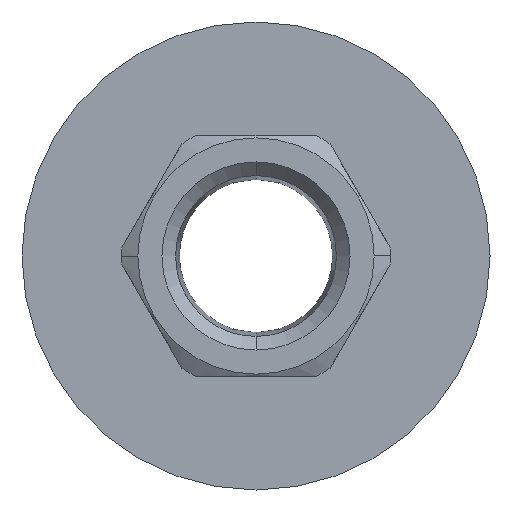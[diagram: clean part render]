
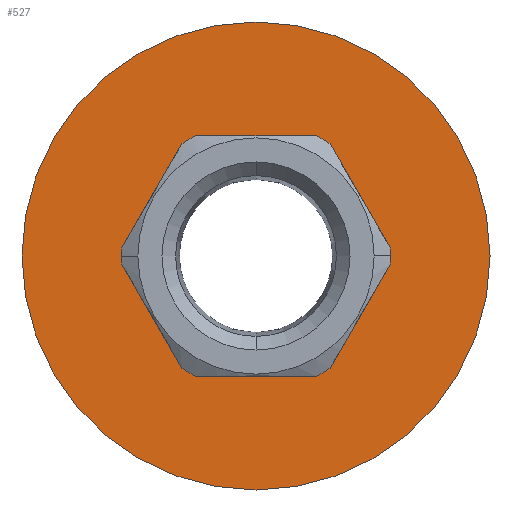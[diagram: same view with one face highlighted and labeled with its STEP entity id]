
A CAD part, front view. The second image highlights one B-rep face of the part: STEP entity #527.
In plain terms, the highlighted planar face has unit normal (0, -1, 0).
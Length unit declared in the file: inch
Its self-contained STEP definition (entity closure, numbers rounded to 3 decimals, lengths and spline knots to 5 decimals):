
#8 = DIRECTION ( 'NONE',  ( 0., 0., 1. ) ) ;
#18 = ORIENTED_EDGE ( 'NONE', *, *, #1781, .F. ) ;
#107 = VERTEX_POINT ( 'NONE', #2296 ) ;
#110 = VERTEX_POINT ( 'NONE', #2501 ) ;
#132 = CIRCLE ( 'NONE', #188, 0.84252 ) ;
#137 = DIRECTION ( 'NONE',  ( -0.5, 0., -0.866 ) ) ;
#166 = VERTEX_POINT ( 'NONE', #2100 ) ;
#182 = EDGE_CURVE ( 'NONE', #107, #2562, #1618, .T. ) ;
#188 = AXIS2_PLACEMENT_3D ( 'NONE', #1204, #2647, #1406 ) ;
#253 = AXIS2_PLACEMENT_3D ( 'NONE', #1615, #400, #1824 ) ;
#261 = AXIS2_PLACEMENT_3D ( 'NONE', #447, #1873, #649 ) ;
#281 = CARTESIAN_POINT ( 'NONE',  ( -0.48339, -0.64567, -0.02889 ) ) ;
#285 = CARTESIAN_POINT ( 'NONE',  ( 0.84252, -0.64567, -0.43307 ) ) ;
#286 = CIRCLE ( 'NONE', #1018, 0.84252 ) ;
#294 = ORIENTED_EDGE ( 'NONE', *, *, #861, .F. ) ;
#312 = LINE ( 'NONE', #889, #2425 ) ;
#323 = EDGE_CURVE ( 'NONE', #166, #2334, #1676, .T. ) ;
#329 = VERTEX_POINT ( 'NONE', #1436 ) ;
#367 = VERTEX_POINT ( 'NONE', #2512 ) ;
#380 = EDGE_CURVE ( 'NONE', #897, #1183, #286, .T. ) ;
#400 = DIRECTION ( 'NONE',  ( 0., -1., 0. ) ) ;
#409 = CARTESIAN_POINT ( 'NONE',  ( 0., -0.64567, 0.84252 ) ) ;
#419 = CARTESIAN_POINT ( 'NONE',  ( -0.21668, -0.64567, 0.43307 ) ) ;
#447 = CARTESIAN_POINT ( 'NONE',  ( 0., -0.64567, 0. ) ) ;
#527 = ADVANCED_FACE ( 'NONE', ( #1099, #1637 ), #2148, .F. ) ;
#540 = CARTESIAN_POINT ( 'NONE',  ( -0.26671, -0.64567, 0.40418 ) ) ;
#628 = ORIENTED_EDGE ( 'NONE', *, *, #905, .F. ) ;
#633 = CIRCLE ( 'NONE', #261, 0.48425 ) ;
#646 = AXIS2_PLACEMENT_3D ( 'NONE', #706, #2127, #900 ) ;
#649 = DIRECTION ( 'NONE',  ( 0., 0., 1. ) ) ;
#653 = AXIS2_PLACEMENT_3D ( 'NONE', #1015, #2467, #1226 ) ;
#658 = DIRECTION ( 'NONE',  ( 0., 1., 0. ) ) ;
#660 = VECTOR ( 'NONE', #2474, 39.37008 ) ;
#674 = CARTESIAN_POINT ( 'NONE',  ( 0.26671, -0.64567, 0.40418 ) ) ;
#704 = CIRCLE ( 'NONE', #1946, 0.48425 ) ;
#706 = CARTESIAN_POINT ( 'NONE',  ( 0., -0.64567, 0. ) ) ;
#713 = CARTESIAN_POINT ( 'NONE',  ( 0.21668, -0.64567, -0.43307 ) ) ;
#738 = ORIENTED_EDGE ( 'NONE', *, *, #1903, .F. ) ;
#745 = DIRECTION ( 'NONE',  ( 0., -1., 0. ) ) ;
#797 = ORIENTED_EDGE ( 'NONE', *, *, #380, .F. ) ;
#804 = CARTESIAN_POINT ( 'NONE',  ( 0., -0.64567, -0.84252 ) ) ;
#861 = EDGE_CURVE ( 'NONE', #1042, #166, #2333, .T. ) ;
#876 = DIRECTION ( 'NONE',  ( 0., 1., 0. ) ) ;
#889 = CARTESIAN_POINT ( 'NONE',  ( 0.48339, -0.64567, 0.02889 ) ) ;
#897 = VERTEX_POINT ( 'NONE', #409 ) ;
#900 = DIRECTION ( 'NONE',  ( 0., 0., 1. ) ) ;
#905 = EDGE_CURVE ( 'NONE', #1808, #1485, #1163, .T. ) ;
#1006 = AXIS2_PLACEMENT_3D ( 'NONE', #1958, #745, #2167 ) ;
#1015 = CARTESIAN_POINT ( 'NONE',  ( 0., -0.64567, 0. ) ) ;
#1018 = AXIS2_PLACEMENT_3D ( 'NONE', #2092, #876, #2323 ) ;
#1042 = VERTEX_POINT ( 'NONE', #674 ) ;
#1068 = DIRECTION ( 'NONE',  ( 0.5, 0., 0.866 ) ) ;
#1080 = VECTOR ( 'NONE', #1302, 39.37008 ) ;
#1099 = FACE_OUTER_BOUND ( 'NONE', #1185, .T. ) ;
#1110 = EDGE_CURVE ( 'NONE', #2562, #329, #1326, .T. ) ;
#1127 = CARTESIAN_POINT ( 'NONE',  ( -0.48339, -0.64567, -0.02889 ) ) ;
#1163 = CIRCLE ( 'NONE', #653, 0.48425 ) ;
#1183 = VERTEX_POINT ( 'NONE', #804 ) ;
#1185 = EDGE_LOOP ( 'NONE', ( #797, #2306 ) ) ;
#1204 = CARTESIAN_POINT ( 'NONE',  ( 0., -0.64567, 0. ) ) ;
#1217 = VERTEX_POINT ( 'NONE', #2645 ) ;
#1223 = DIRECTION ( 'NONE',  ( 0., -1., 0. ) ) ;
#1226 = DIRECTION ( 'NONE',  ( 0., 0., 1. ) ) ;
#1245 = ORIENTED_EDGE ( 'NONE', *, *, #2614, .F. ) ;
#1302 = DIRECTION ( 'NONE',  ( 1., 0., 0. ) ) ;
#1322 = VECTOR ( 'NONE', #2109, 39.37008 ) ;
#1326 = CIRCLE ( 'NONE', #1006, 0.48425 ) ;
#1398 = EDGE_CURVE ( 'NONE', #329, #367, #2483, .T. ) ;
#1406 = DIRECTION ( 'NONE',  ( 0., 0., 1. ) ) ;
#1436 = CARTESIAN_POINT ( 'NONE',  ( 0.26671, -0.64567, -0.40418 ) ) ;
#1446 = EDGE_CURVE ( 'NONE', #1485, #1217, #1863, .T. ) ;
#1447 = EDGE_CURVE ( 'NONE', #110, #1042, #312, .T. ) ;
#1467 = ORIENTED_EDGE ( 'NONE', *, *, #1110, .F. ) ;
#1485 = VERTEX_POINT ( 'NONE', #1127 ) ;
#1488 = DIRECTION ( 'NONE',  ( -0.5, 0., 0.866 ) ) ;
#1515 = VECTOR ( 'NONE', #137, 39.37008 ) ;
#1603 = ORIENTED_EDGE ( 'NONE', *, *, #182, .F. ) ;
#1615 = CARTESIAN_POINT ( 'NONE',  ( 0., -0.64567, 0. ) ) ;
#1618 = LINE ( 'NONE', #285, #1080 ) ;
#1637 = FACE_BOUND ( 'NONE', #2031, .T. ) ;
#1673 = EDGE_CURVE ( 'NONE', #1183, #897, #132, .T. ) ;
#1676 = LINE ( 'NONE', #2274, #660 ) ;
#1781 = EDGE_CURVE ( 'NONE', #367, #110, #704, .T. ) ;
#1789 = VERTEX_POINT ( 'NONE', #1833 ) ;
#1808 = VERTEX_POINT ( 'NONE', #2258 ) ;
#1824 = DIRECTION ( 'NONE',  ( 0., 0., 1. ) ) ;
#1833 = CARTESIAN_POINT ( 'NONE',  ( -0.26671, -0.64567, 0.40418 ) ) ;
#1863 = LINE ( 'NONE', #281, #1322 ) ;
#1873 = DIRECTION ( 'NONE',  ( 0., -1., 0. ) ) ;
#1903 = EDGE_CURVE ( 'NONE', #2334, #1789, #633, .T. ) ;
#1924 = CARTESIAN_POINT ( 'NONE',  ( 0.84252, -0.64567, 0. ) ) ;
#1928 = VECTOR ( 'NONE', #1068, 39.37008 ) ;
#1946 = AXIS2_PLACEMENT_3D ( 'NONE', #2466, #1223, #8 ) ;
#1958 = CARTESIAN_POINT ( 'NONE',  ( 0., -0.64567, 0. ) ) ;
#1983 = ORIENTED_EDGE ( 'NONE', *, *, #1447, .F. ) ;
#1987 = ORIENTED_EDGE ( 'NONE', *, *, #2514, .F. ) ;
#2031 = EDGE_LOOP ( 'NONE', ( #2384, #294, #1983, #18, #2438, #1467, #1603, #1987, #2036, #628, #1245, #738 ) ) ;
#2036 = ORIENTED_EDGE ( 'NONE', *, *, #1446, .F. ) ;
#2075 = DIRECTION ( 'NONE',  ( 0., 0., 1. ) ) ;
#2092 = CARTESIAN_POINT ( 'NONE',  ( 0., -0.64567, 0. ) ) ;
#2100 = CARTESIAN_POINT ( 'NONE',  ( 0.21668, -0.64567, 0.43307 ) ) ;
#2109 = DIRECTION ( 'NONE',  ( 0.5, 0., -0.866 ) ) ;
#2127 = DIRECTION ( 'NONE',  ( 0., -1., 0. ) ) ;
#2148 = PLANE ( 'NONE',  #2550 ) ;
#2167 = DIRECTION ( 'NONE',  ( 0., 0., 1. ) ) ;
#2201 = CIRCLE ( 'NONE', #646, 0.48425 ) ;
#2258 = CARTESIAN_POINT ( 'NONE',  ( -0.48339, -0.64567, 0.02889 ) ) ;
#2274 = CARTESIAN_POINT ( 'NONE',  ( 0.84252, -0.64567, 0.43307 ) ) ;
#2296 = CARTESIAN_POINT ( 'NONE',  ( -0.21668, -0.64567, -0.43307 ) ) ;
#2306 = ORIENTED_EDGE ( 'NONE', *, *, #1673, .F. ) ;
#2316 = CARTESIAN_POINT ( 'NONE',  ( 0.26671, -0.64567, -0.40418 ) ) ;
#2323 = DIRECTION ( 'NONE',  ( 0., 0., 1. ) ) ;
#2333 = CIRCLE ( 'NONE', #253, 0.48425 ) ;
#2334 = VERTEX_POINT ( 'NONE', #419 ) ;
#2384 = ORIENTED_EDGE ( 'NONE', *, *, #323, .F. ) ;
#2425 = VECTOR ( 'NONE', #1488, 39.37008 ) ;
#2438 = ORIENTED_EDGE ( 'NONE', *, *, #1398, .F. ) ;
#2466 = CARTESIAN_POINT ( 'NONE',  ( 0., -0.64567, 0. ) ) ;
#2467 = DIRECTION ( 'NONE',  ( 0., -1., 0. ) ) ;
#2474 = DIRECTION ( 'NONE',  ( -1., 0., 0. ) ) ;
#2483 = LINE ( 'NONE', #2316, #1928 ) ;
#2501 = CARTESIAN_POINT ( 'NONE',  ( 0.48339, -0.64567, 0.02889 ) ) ;
#2512 = CARTESIAN_POINT ( 'NONE',  ( 0.48339, -0.64567, -0.02889 ) ) ;
#2514 = EDGE_CURVE ( 'NONE', #1217, #107, #2201, .T. ) ;
#2550 = AXIS2_PLACEMENT_3D ( 'NONE', #1924, #658, #2075 ) ;
#2556 = LINE ( 'NONE', #540, #1515 ) ;
#2562 = VERTEX_POINT ( 'NONE', #713 ) ;
#2614 = EDGE_CURVE ( 'NONE', #1789, #1808, #2556, .T. ) ;
#2645 = CARTESIAN_POINT ( 'NONE',  ( -0.26671, -0.64567, -0.40418 ) ) ;
#2647 = DIRECTION ( 'NONE',  ( 0., 1., 0. ) ) ;
